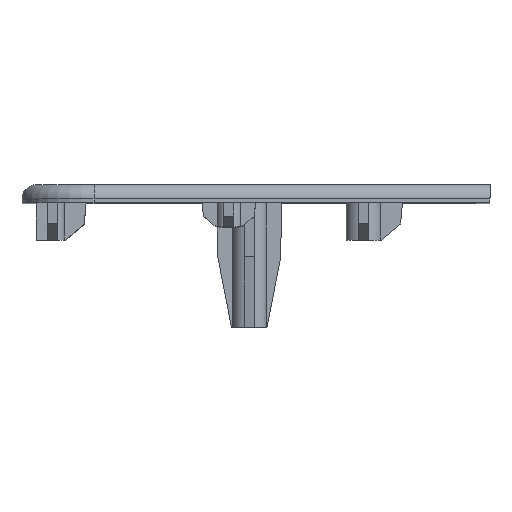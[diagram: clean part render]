
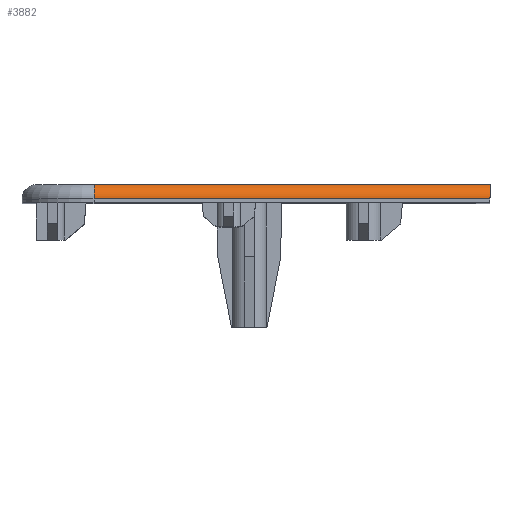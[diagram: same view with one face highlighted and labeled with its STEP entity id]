
A CAD part, top view. The second image highlights one B-rep face of the part: STEP entity #3882.
In plain terms, the highlighted cylindrical face has radius 2.54 mm (diameter 5.08 mm), a partial arc.
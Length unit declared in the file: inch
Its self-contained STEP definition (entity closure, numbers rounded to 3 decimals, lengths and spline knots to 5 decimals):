
#366 = LINE ( 'NONE', #4648, #3601 ) ;
#395 = DIRECTION ( 'NONE',  ( 1., 0., 0. ) ) ;
#442 = CARTESIAN_POINT ( 'NONE',  ( -1.125, 0.027, 1.88 ) ) ;
#453 = FACE_OUTER_BOUND ( 'NONE', #717, .T. ) ;
#466 = ORIENTED_EDGE ( 'NONE', *, *, #3866, .F. ) ;
#467 = CARTESIAN_POINT ( 'NONE',  ( -1.125, 0.127, 1.88 ) ) ;
#717 = EDGE_LOOP ( 'NONE', ( #3804, #466, #2224, #4921 ) ) ;
#952 = DIRECTION ( 'NONE',  ( -1., 0., 0. ) ) ;
#969 = EDGE_CURVE ( 'NONE', #1198, #5600, #1336, .T. ) ;
#1198 = VERTEX_POINT ( 'NONE', #1261 ) ;
#1261 = CARTESIAN_POINT ( 'NONE',  ( 1.625, 0.027, 1.98 ) ) ;
#1336 = LINE ( 'NONE', #2051, #3073 ) ;
#2051 = CARTESIAN_POINT ( 'NONE',  ( -1.625, 0.027, 1.98 ) ) ;
#2178 = EDGE_CURVE ( 'NONE', #6482, #5600, #6011, .T. ) ;
#2219 = DIRECTION ( 'NONE',  ( 0., 0., 1. ) ) ;
#2224 = ORIENTED_EDGE ( 'NONE', *, *, #2178, .T. ) ;
#2268 = CARTESIAN_POINT ( 'NONE',  ( 1.625, 0.027, 1.88 ) ) ;
#3060 = DIRECTION ( 'NONE',  ( 0., -1., 0. ) ) ;
#3073 = VECTOR ( 'NONE', #6794, 39.37008 ) ;
#3257 = AXIS2_PLACEMENT_3D ( 'NONE', #5181, #952, #3060 ) ;
#3433 = CYLINDRICAL_SURFACE ( 'NONE', #3257, 0.1 ) ;
#3601 = VECTOR ( 'NONE', #395, 39.37008 ) ;
#3804 = ORIENTED_EDGE ( 'NONE', *, *, #6022, .F. ) ;
#3866 = EDGE_CURVE ( 'NONE', #6482, #3963, #366, .T. ) ;
#3882 = ADVANCED_FACE ( 'NONE', ( #453 ), #3433, .T. ) ;
#3963 = VERTEX_POINT ( 'NONE', #5153 ) ;
#4648 = CARTESIAN_POINT ( 'NONE',  ( 3.64067, 0.127, 1.88 ) ) ;
#4797 = DIRECTION ( 'NONE',  ( 1., 0., 0. ) ) ;
#4921 = ORIENTED_EDGE ( 'NONE', *, *, #969, .F. ) ;
#5140 = DIRECTION ( 'NONE',  ( 1., 0., 0. ) ) ;
#5153 = CARTESIAN_POINT ( 'NONE',  ( 1.625, 0.127, 1.88 ) ) ;
#5181 = CARTESIAN_POINT ( 'NONE',  ( -1.625, 0.027, 1.88 ) ) ;
#5332 = CARTESIAN_POINT ( 'NONE',  ( -1.125, 0.027, 1.98 ) ) ;
#5600 = VERTEX_POINT ( 'NONE', #5332 ) ;
#5683 = DIRECTION ( 'NONE',  ( 0., 0., -1. ) ) ;
#5820 = AXIS2_PLACEMENT_3D ( 'NONE', #442, #5140, #5683 ) ;
#6011 = CIRCLE ( 'NONE', #5820, 0.1 ) ;
#6022 = EDGE_CURVE ( 'NONE', #3963, #1198, #6207, .T. ) ;
#6207 = CIRCLE ( 'NONE', #6677, 0.1 ) ;
#6482 = VERTEX_POINT ( 'NONE', #467 ) ;
#6677 = AXIS2_PLACEMENT_3D ( 'NONE', #2268, #4797, #2219 ) ;
#6794 = DIRECTION ( 'NONE',  ( -1., 0., 0. ) ) ;
